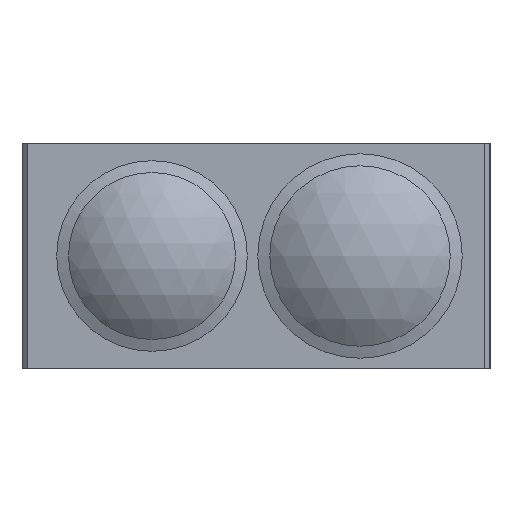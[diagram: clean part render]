
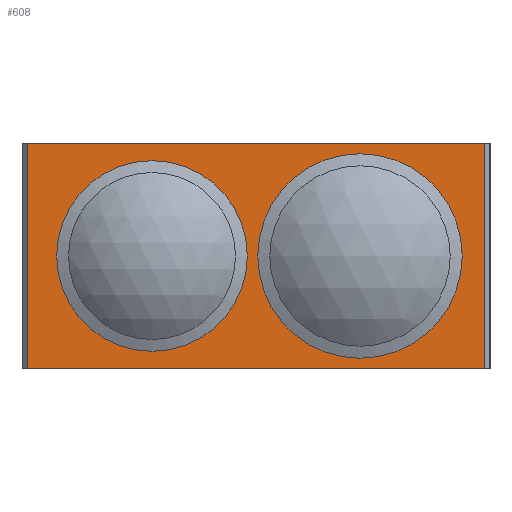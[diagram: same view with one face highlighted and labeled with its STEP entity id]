
A CAD part, left-side view. The second image highlights one B-rep face of the part: STEP entity #608.
In plain terms, the highlighted planar face has unit normal (-1, 0, 0).
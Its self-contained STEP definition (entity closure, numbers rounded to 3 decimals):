
#35=FACE_BOUND('',#131,.T.);
#36=FACE_BOUND('',#132,.T.);
#53=PLANE('',#688);
#84=FACE_OUTER_BOUND('',#130,.T.);
#130=EDGE_LOOP('',(#477,#478,#479,#480));
#131=EDGE_LOOP('',(#481));
#132=EDGE_LOOP('',(#482));
#178=LINE('',#1001,#222);
#179=LINE('',#1003,#223);
#180=LINE('',#1005,#224);
#181=LINE('',#1006,#225);
#222=VECTOR('',#816,10.);
#223=VECTOR('',#817,10.);
#224=VECTOR('',#818,10.);
#225=VECTOR('',#819,10.);
#271=CIRCLE('',#686,5.9);
#273=CIRCLE('',#689,5.5);
#307=VERTEX_POINT('',#993);
#309=VERTEX_POINT('',#999);
#310=VERTEX_POINT('',#1000);
#311=VERTEX_POINT('',#1002);
#312=VERTEX_POINT('',#1004);
#313=VERTEX_POINT('',#1007);
#369=EDGE_CURVE('',#307,#307,#271,.T.);
#372=EDGE_CURVE('',#309,#310,#178,.T.);
#373=EDGE_CURVE('',#311,#309,#179,.T.);
#374=EDGE_CURVE('',#312,#311,#180,.T.);
#375=EDGE_CURVE('',#310,#312,#181,.T.);
#376=EDGE_CURVE('',#313,#313,#273,.T.);
#477=ORIENTED_EDGE('',*,*,#372,.F.);
#478=ORIENTED_EDGE('',*,*,#373,.F.);
#479=ORIENTED_EDGE('',*,*,#374,.F.);
#480=ORIENTED_EDGE('',*,*,#375,.F.);
#481=ORIENTED_EDGE('',*,*,#376,.F.);
#482=ORIENTED_EDGE('',*,*,#369,.F.);
#608=ADVANCED_FACE('',(#84,#35,#36),#53,.T.);
#686=AXIS2_PLACEMENT_3D('',#994,#809,#810);
#688=AXIS2_PLACEMENT_3D('',#998,#814,#815);
#689=AXIS2_PLACEMENT_3D('',#1008,#820,#821);
#809=DIRECTION('center_axis',(-1.,0.,0.));
#810=DIRECTION('ref_axis',(0.,0.,-1.));
#814=DIRECTION('center_axis',(-1.,0.,0.));
#815=DIRECTION('ref_axis',(0.,-1.,0.));
#816=DIRECTION('',(0.,0.,1.));
#817=DIRECTION('',(0.,1.,0.));
#818=DIRECTION('',(0.,0.,-1.));
#819=DIRECTION('',(0.,-1.,0.));
#820=DIRECTION('center_axis',(-1.,0.,0.));
#821=DIRECTION('ref_axis',(0.,0.,-1.));
#993=CARTESIAN_POINT('',(-19.,-6.,5.9));
#994=CARTESIAN_POINT('Origin',(-19.,-6.,0.));
#998=CARTESIAN_POINT('Origin',(-19.,13.5,0.));
#999=CARTESIAN_POINT('',(-19.,13.2,-6.5));
#1000=CARTESIAN_POINT('',(-19.,13.2,6.5));
#1001=CARTESIAN_POINT('',(-19.,13.2,0.));
#1002=CARTESIAN_POINT('',(-19.,-13.2,-6.5));
#1003=CARTESIAN_POINT('',(-19.,-13.5,-6.5));
#1004=CARTESIAN_POINT('',(-19.,-13.2,6.5));
#1005=CARTESIAN_POINT('',(-19.,-13.2,0.));
#1006=CARTESIAN_POINT('',(-19.,-13.5,6.5));
#1007=CARTESIAN_POINT('',(-19.,6.,5.5));
#1008=CARTESIAN_POINT('Origin',(-19.,6.,0.));
